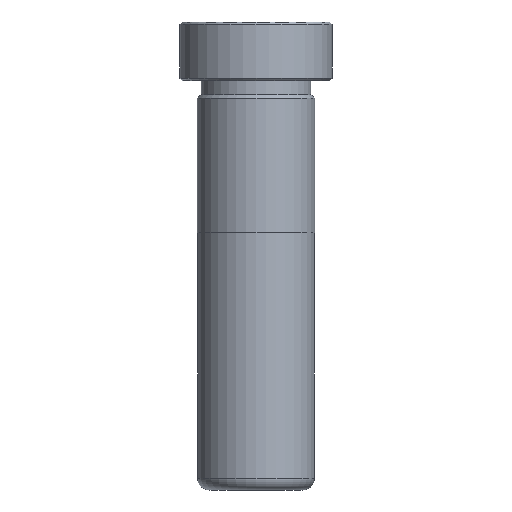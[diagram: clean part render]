
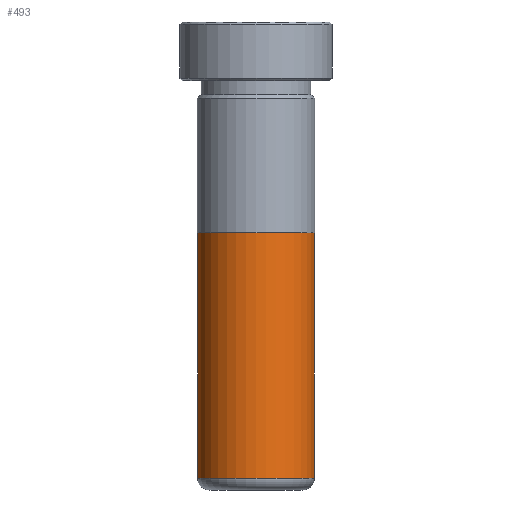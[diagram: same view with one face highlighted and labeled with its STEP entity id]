
A CAD part, front view. The second image highlights one B-rep face of the part: STEP entity #493.
In plain terms, the highlighted cylindrical face has radius 4.995 mm (diameter 9.99 mm), a partial arc.
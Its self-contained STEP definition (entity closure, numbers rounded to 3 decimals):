
#19 = VECTOR ( 'NONE', #56, 1000. ) ;
#44 = ORIENTED_EDGE ( 'NONE', *, *, #776, .F. ) ;
#56 = DIRECTION ( 'NONE',  ( 0., 0., -1. ) ) ;
#63 = DIRECTION ( 'NONE',  ( 0., 0., -1. ) ) ;
#88 = DIRECTION ( 'NONE',  ( 0., 0., 1. ) ) ;
#124 = AXIS2_PLACEMENT_3D ( 'NONE', #291, #63, #975 ) ;
#212 = CARTESIAN_POINT ( 'NONE',  ( 4.995, 0., 22. ) ) ;
#284 = CARTESIAN_POINT ( 'NONE',  ( -4.995, 0., 35. ) ) ;
#291 = CARTESIAN_POINT ( 'NONE',  ( 0., 0., 35. ) ) ;
#336 = LINE ( 'NONE', #703, #602 ) ;
#360 = EDGE_LOOP ( 'NONE', ( #499, #44, #1016, #1081 ) ) ;
#391 = AXIS2_PLACEMENT_3D ( 'NONE', #760, #88, #882 ) ;
#393 = DIRECTION ( 'NONE',  ( 0., 0., 1. ) ) ;
#444 = CARTESIAN_POINT ( 'NONE',  ( -4.995, 0., 1. ) ) ;
#473 = CARTESIAN_POINT ( 'NONE',  ( 4.995, 0., 1. ) ) ;
#493 = ADVANCED_FACE ( 'NONE', ( #1171 ), #1407, .T. ) ;
#499 = ORIENTED_EDGE ( 'NONE', *, *, #636, .F. ) ;
#602 = VECTOR ( 'NONE', #1404, 1000. ) ;
#636 = EDGE_CURVE ( 'NONE', #899, #655, #336, .T. ) ;
#637 = AXIS2_PLACEMENT_3D ( 'NONE', #1092, #393, #1207 ) ;
#655 = VERTEX_POINT ( 'NONE', #473 ) ;
#703 = CARTESIAN_POINT ( 'NONE',  ( 4.995, 0., 35. ) ) ;
#760 = CARTESIAN_POINT ( 'NONE',  ( 0., 0., 1. ) ) ;
#776 = EDGE_CURVE ( 'NONE', #1129, #899, #1358, .T. ) ;
#828 = CARTESIAN_POINT ( 'NONE',  ( -4.995, 0., 22. ) ) ;
#882 = DIRECTION ( 'NONE',  ( 1., 0., 0. ) ) ;
#883 = VERTEX_POINT ( 'NONE', #444 ) ;
#899 = VERTEX_POINT ( 'NONE', #212 ) ;
#975 = DIRECTION ( 'NONE',  ( -1., 0., 0. ) ) ;
#1016 = ORIENTED_EDGE ( 'NONE', *, *, #1314, .T. ) ;
#1081 = ORIENTED_EDGE ( 'NONE', *, *, #1411, .T. ) ;
#1092 = CARTESIAN_POINT ( 'NONE',  ( 0., 0., 22. ) ) ;
#1129 = VERTEX_POINT ( 'NONE', #828 ) ;
#1171 = FACE_OUTER_BOUND ( 'NONE', #360, .T. ) ;
#1207 = DIRECTION ( 'NONE',  ( 1., 0., 0. ) ) ;
#1314 = EDGE_CURVE ( 'NONE', #1129, #883, #1323, .T. ) ;
#1323 = LINE ( 'NONE', #284, #19 ) ;
#1358 = CIRCLE ( 'NONE', #637, 4.995 ) ;
#1380 = CIRCLE ( 'NONE', #391, 4.995 ) ;
#1404 = DIRECTION ( 'NONE',  ( 0., 0., -1. ) ) ;
#1407 = CYLINDRICAL_SURFACE ( 'NONE', #124, 4.995 ) ;
#1411 = EDGE_CURVE ( 'NONE', #883, #655, #1380, .T. ) ;
